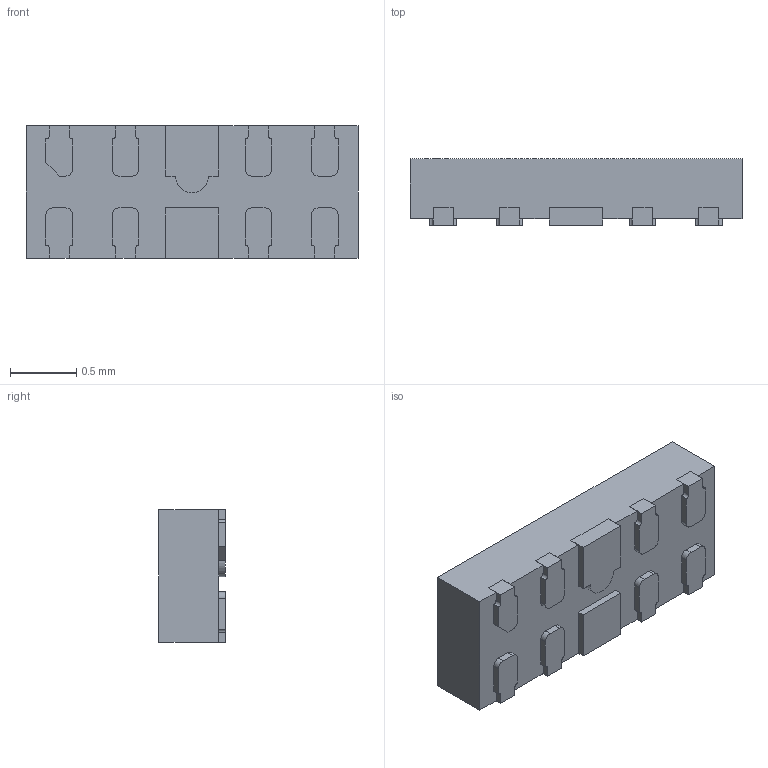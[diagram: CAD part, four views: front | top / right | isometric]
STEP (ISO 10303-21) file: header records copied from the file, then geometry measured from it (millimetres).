
FILE_DESCRIPTION (( 'STEP AP214' ), '1' );
FILE_NAME ('HSP051-4M10.STEP', '2023-12-15T08:37:11', ( 'LENOVO' ), ( '' ), 'SwSTEP 2.0', 'SolidWorks 2021', '' );
FILE_SCHEMA (( 'AUTOMOTIVE_DESIGN' ));
Length unit declared in the file: millimetre
Products named in the file (1): HSP051-4M10
Bounding box: 2.5 x 0.5 x 1 mm (x, y, z)
Volume: 1.2 mm3; surface area: 12.3 mm2
Topology: 12 solids, 12 shells, 215 faces, 570 edges, 380 vertices
Faces by surface type: plane 145, cylinder 70
Entity records: 6797 total; most frequent: CARTESIAN_POINT 1166, DIRECTION 1142, ORIENTED_EDGE 1140, EDGE_CURVE 570, LINE 430, VECTOR 430, VERTEX_POINT 380, AXIS2_PLACEMENT_3D 356
